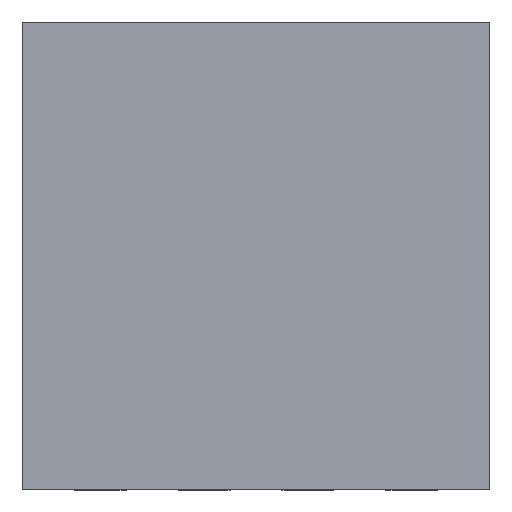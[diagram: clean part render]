
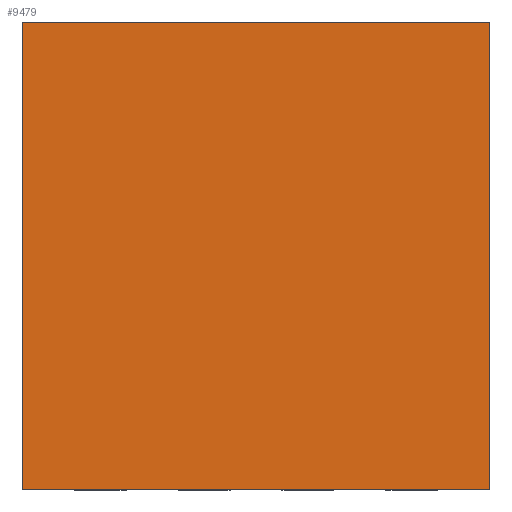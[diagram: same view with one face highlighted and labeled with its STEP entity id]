
A CAD part, top view. The second image highlights one B-rep face of the part: STEP entity #9479.
In plain terms, the highlighted face is planar.
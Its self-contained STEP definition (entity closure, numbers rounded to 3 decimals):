
#7219=DIRECTION('',(0.,0.,1.));
#7220=VECTOR('',#7219,1.8);
#7221=CARTESIAN_POINT('',(-0.9,0.775,-0.9));
#7222=LINE('',#7221,#7220);
#7226=DIRECTION('',(-1.,0.,0.));
#7227=VECTOR('',#7226,1.8);
#7228=CARTESIAN_POINT('',(0.9,0.775,-0.9));
#7229=LINE('',#7228,#7227);
#7233=DIRECTION('',(0.,0.,-1.));
#7234=VECTOR('',#7233,1.8);
#7235=CARTESIAN_POINT('',(0.9,0.775,0.9));
#7236=LINE('',#7235,#7234);
#7240=DIRECTION('',(1.,0.,0.));
#7241=VECTOR('',#7240,1.8);
#7242=CARTESIAN_POINT('',(-0.9,0.775,0.9));
#7243=LINE('',#7242,#7241);
#7247=CARTESIAN_POINT('',(-0.9,0.775,-0.9));
#7248=CARTESIAN_POINT('',(-0.9,0.775,0.9));
#7249=VERTEX_POINT('',#7247);
#7250=VERTEX_POINT('',#7248);
#7251=CARTESIAN_POINT('',(0.9,0.775,0.9));
#7252=VERTEX_POINT('',#7251);
#7253=CARTESIAN_POINT('',(0.9,0.775,-0.9));
#7254=VERTEX_POINT('',#7253);
#9468=CARTESIAN_POINT('',(0.,0.775,0.));
#9469=DIRECTION('',(0.,1.,0.));
#9470=DIRECTION('',(1.,0.,0.));
#9471=AXIS2_PLACEMENT_3D('',#9468,#9469,#9470);
#9472=PLANE('',#9471);
#9473=ORIENTED_EDGE('',*,*,#7906,.F.);
#9474=ORIENTED_EDGE('',*,*,#8739,.F.);
#9475=ORIENTED_EDGE('',*,*,#8192,.F.);
#9476=ORIENTED_EDGE('',*,*,#8287,.F.);
#9477=EDGE_LOOP('',(#9473,#9474,#9475,#9476));
#9478=FACE_OUTER_BOUND('',#9477,.F.);
#9479=ADVANCED_FACE('',(#9478),#9472,.T.);
#7906=EDGE_CURVE('',#7249,#7250,#7222,.T.);
#8192=EDGE_CURVE('',#7252,#7254,#7236,.T.);
#8287=EDGE_CURVE('',#7250,#7252,#7243,.T.);
#8739=EDGE_CURVE('',#7254,#7249,#7229,.T.);
